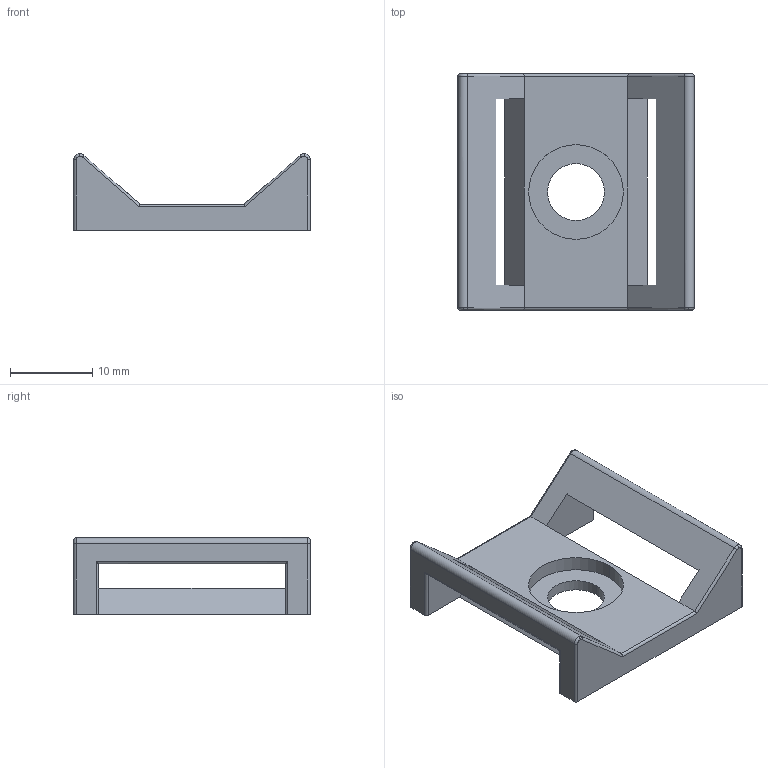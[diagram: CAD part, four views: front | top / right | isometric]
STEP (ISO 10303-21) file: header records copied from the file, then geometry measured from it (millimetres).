
FILE_DESCRIPTION (( 'STEP AP203' ), '1' );
FILE_NAME ('WHLM.STEP', '2024-04-03T01:50:25', ( '' ), ( '' ), 'SwSTEP 2.0', 'SolidWorks 2021', '' );
FILE_SCHEMA (( 'CONFIG_CONTROL_DESIGN' ));
Length unit declared in the file: millimetre
Products named in the file (1): WHLM
Bounding box: 28.7 x 28.7 x 9.3 mm (x, y, z)
Volume: 2096.5 mm3; surface area: 2389.9 mm2
Topology: 1 solids, 1 shells, 43 faces, 114 edges, 70 vertices
Faces by surface type: cylinder 20, plane 17, torus 6
Entity records: 1411 total; most frequent: CARTESIAN_POINT 246, DIRECTION 234, ORIENTED_EDGE 228, EDGE_CURVE 114, AXIS2_PLACEMENT_3D 82, VERTEX_POINT 70, VECTOR 70, LINE 70
